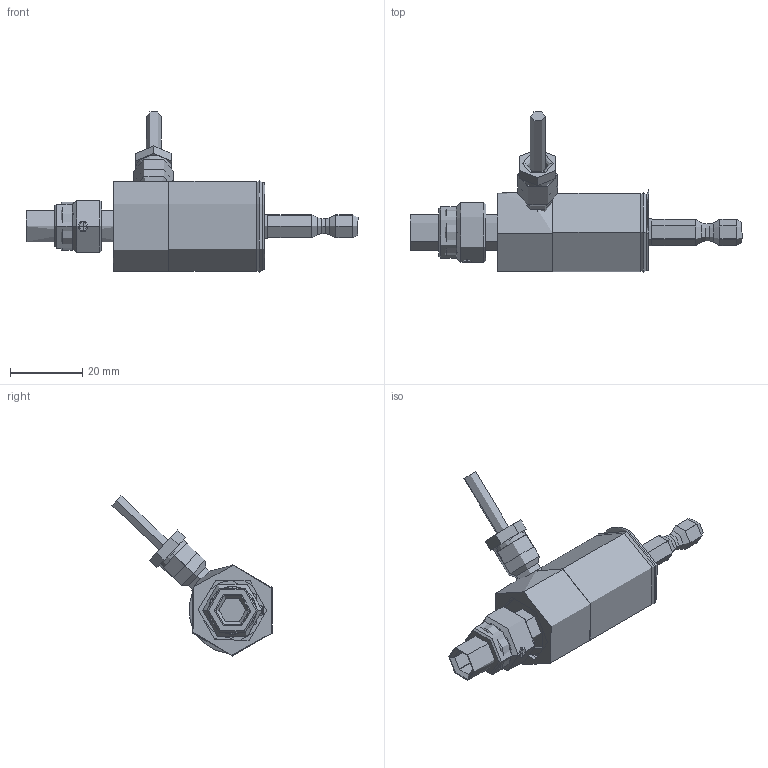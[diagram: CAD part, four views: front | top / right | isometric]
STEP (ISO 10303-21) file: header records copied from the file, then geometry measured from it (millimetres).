
FILE_DESCRIPTION(('STEP AP214'),'1');
FILE_NAME('µTOR.stp','2015-05-14T15:33:47',(' '),(' '),'Spatial InterOp 3D',' ',' ');
FILE_SCHEMA(('automotive_design'));
Length unit declared in the file: millimetre
Products named in the file (14): µTOR; µTOR body; jv_19; Manicotto; Closing exagon; O-RING; Enclosure; Cable; fairlead; Screw without head; µTOR rotor; µTOR rotor Geometry; Component1; Component2
Assembly tree (13 placements, depth 3):
  µTOR
    µTOR body
    jv_19
    Manicotto
    Closing exagon
    O-RING
    Enclosure
    Cable
    fairlead
    Screw without head
    µTOR rotor
      µTOR rotor Geometry
      Component1
      Component2
Bounding box: 92 x 44.35 x 44.35 mm (x, y, z)
Volume: 24109 mm3
Topology: 10 solids, 50 shells, 276 faces, 678 edges, 479 vertices
Faces by surface type: cylinder 121, plane 108, cone 22, torus 17, revolution 5, extrusion 3
Full cylindrical faces by diameter (mm): 2.2 x4, 2.4 x8, 16.1 x2, 19 x2, 20.5 x2
Entity records: 11933 total; most frequent: CARTESIAN_POINT 2443, DIRECTION 1470, ORIENTED_EDGE 1335, EDGE_CURVE 699, AXIS2_PLACEMENT_3D 568, VERTEX_POINT 477, VECTOR 329, LINE 326
